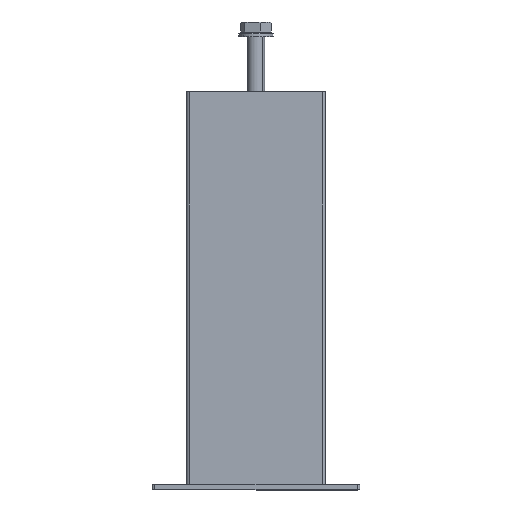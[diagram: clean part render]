
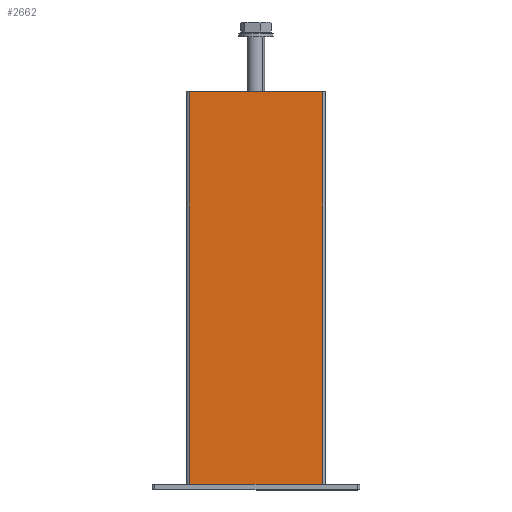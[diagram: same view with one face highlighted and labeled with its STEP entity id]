
A CAD part, top view. The second image highlights one B-rep face of the part: STEP entity #2662.
In plain terms, the highlighted planar face has unit normal (0, 0, 1).
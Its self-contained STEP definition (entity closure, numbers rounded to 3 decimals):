
#2662=ADVANCED_FACE('',(#5670),#5671,.T.);
#5670=FACE_OUTER_BOUND('',#13546,.T.);
#5671=PLANE('',#13547);
#13546=EDGE_LOOP('',(#23941,#23942,#23943,#23944));
#13547=AXIS2_PLACEMENT_3D('',#23945,#23946,#23947);
#23941=ORIENTED_EDGE('',*,*,#29564,.T.);
#23942=ORIENTED_EDGE('',*,*,#29617,.T.);
#23943=ORIENTED_EDGE('',*,*,#29610,.F.);
#23944=ORIENTED_EDGE('',*,*,#29618,.T.);
#23945=CARTESIAN_POINT('',(40.0,227.0,40.0));
#23946=DIRECTION('',(0.0,0.0,1.0));
#23947=DIRECTION('',(1.0,0.0,0.0));
#29564=EDGE_CURVE('',#34744,#34742,#34745,.T.);
#29610=EDGE_CURVE('',#34822,#34823,#34824,.T.);
#29617=EDGE_CURVE('',#34742,#34823,#34835,.T.);
#29618=EDGE_CURVE('',#34822,#34744,#34836,.F.);
#34742=VERTEX_POINT('',#55493);
#34744=VERTEX_POINT('',#55495);
#34745=LINE('',#55496,#55497);
#34822=VERTEX_POINT('',#55584);
#34823=VERTEX_POINT('',#55585);
#34824=LINE('',#55586,#55587);
#34835=LINE('',#55600,#55601);
#34836=LINE('',#55602,#55603);
#55493=CARTESIAN_POINT('',(-38.5,227.0,40.0));
#55495=CARTESIAN_POINT('',(38.5,227.0,40.0));
#55496=CARTESIAN_POINT('',(40.0,227.0,40.0));
#55497=VECTOR('',#216100,1000.0);
#55584=CARTESIAN_POINT('',(38.5,0.0,40.0));
#55585=CARTESIAN_POINT('',(-38.5,0.0,40.0));
#55586=CARTESIAN_POINT('',(40.0,0.0,40.0));
#55587=VECTOR('',#216216,1000.0);
#55600=CARTESIAN_POINT('',(-38.5,227.0,40.0));
#55601=VECTOR('',#216231,1000.0);
#55602=CARTESIAN_POINT('',(38.5,227.0,40.0));
#55603=VECTOR('',#216232,1000.0);
#216100=DIRECTION('',(-1.0,0.0,0.0));
#216216=DIRECTION('',(-1.0,0.0,0.0));
#216231=DIRECTION('',(0.0,-1.0,0.0));
#216232=DIRECTION('',(0.0,-1.0,0.0));
